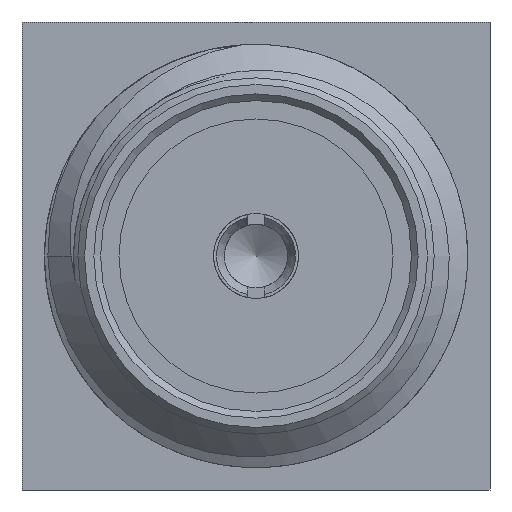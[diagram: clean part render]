
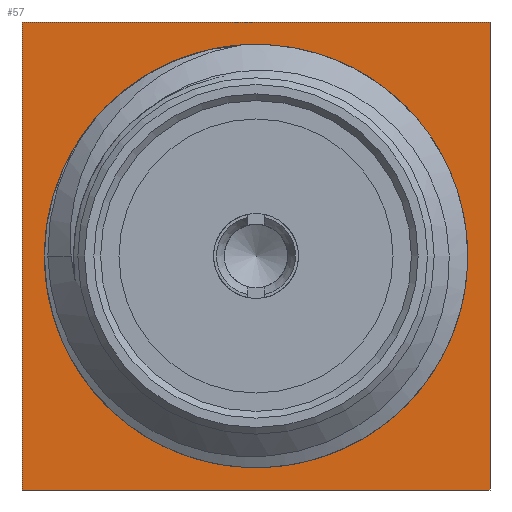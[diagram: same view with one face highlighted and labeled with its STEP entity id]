
A CAD part, left-side view. The second image highlights one B-rep face of the part: STEP entity #57.
In plain terms, the highlighted planar face has unit normal (-1, 0, 0).
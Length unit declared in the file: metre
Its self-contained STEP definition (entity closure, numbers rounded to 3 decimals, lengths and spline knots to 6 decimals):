
#57 = ADVANCED_FACE( '', ( #140, #141 ), #142, .T. );
#140 = FACE_OUTER_BOUND( '', #832, .T. );
#141 = FACE_BOUND( '', #833, .T. );
#142 = PLANE( '', #834 );
#832 = EDGE_LOOP( '', ( #2128, #2129, #2130, #2131 ) );
#833 = EDGE_LOOP( '', ( #2132 ) );
#834 = AXIS2_PLACEMENT_3D( '', #2133, #2134, #2135 );
#2128 = ORIENTED_EDGE( '', *, *, #2618, .T. );
#2129 = ORIENTED_EDGE( '', *, *, #2619, .T. );
#2130 = ORIENTED_EDGE( '', *, *, #2620, .T. );
#2131 = ORIENTED_EDGE( '', *, *, #2621, .T. );
#2132 = ORIENTED_EDGE( '', *, *, #2622, .T. );
#2133 = CARTESIAN_POINT( '', ( 0.00773, 0., 0. ) );
#2134 = DIRECTION( '', ( -1., 0., 0. ) );
#2135 = DIRECTION( '', ( 0., 0., 1. ) );
#2618 = EDGE_CURVE( '', #2841, #2842, #2843, .T. );
#2619 = EDGE_CURVE( '', #2842, #2844, #2845, .T. );
#2620 = EDGE_CURVE( '', #2844, #2846, #2847, .T. );
#2621 = EDGE_CURVE( '', #2846, #2841, #2848, .T. );
#2622 = EDGE_CURVE( '', #2849, #2849, #2850, .T. );
#2841 = VERTEX_POINT( '', #3757 );
#2842 = VERTEX_POINT( '', #3758 );
#2843 = LINE( '', #3759, #3760 );
#2844 = VERTEX_POINT( '', #3761 );
#2845 = LINE( '', #3762, #3763 );
#2846 = VERTEX_POINT( '', #3764 );
#2847 = LINE( '', #3765, #3766 );
#2848 = LINE( '', #3767, #3768 );
#2849 = VERTEX_POINT( '', #3769 );
#2850 = CIRCLE( '', #3770, 0.0031 );
#3757 = CARTESIAN_POINT( '', ( 0.00773, -0.0035, 0.0035 ) );
#3758 = CARTESIAN_POINT( '', ( 0.00773, 0.0035, 0.0035 ) );
#3759 = CARTESIAN_POINT( '', ( 0.00773, -0.0035, 0.0035 ) );
#3760 = VECTOR( '', #4145, 1. );
#3761 = CARTESIAN_POINT( '', ( 0.00773, 0.0035, -0.0035 ) );
#3762 = CARTESIAN_POINT( '', ( 0.00773, 0.0035, 0.0035 ) );
#3763 = VECTOR( '', #4146, 1. );
#3764 = CARTESIAN_POINT( '', ( 0.00773, -0.0035, -0.0035 ) );
#3765 = CARTESIAN_POINT( '', ( 0.00773, 0.0035, -0.0035 ) );
#3766 = VECTOR( '', #4147, 1. );
#3767 = CARTESIAN_POINT( '', ( 0.00773, -0.0035, -0.0035 ) );
#3768 = VECTOR( '', #4148, 1. );
#3769 = CARTESIAN_POINT( '', ( 0.00773, 0.0031, 0. ) );
#3770 = AXIS2_PLACEMENT_3D( '', #4149, #4150, #4151 );
#4145 = DIRECTION( '', ( 0., 1., 0. ) );
#4146 = DIRECTION( '', ( 0., 0., -1. ) );
#4147 = DIRECTION( '', ( 0., -1., 0. ) );
#4148 = DIRECTION( '', ( 0., 0., 1. ) );
#4149 = CARTESIAN_POINT( '', ( 0.00773, 0., 0. ) );
#4150 = DIRECTION( '', ( 1., 0., 0. ) );
#4151 = DIRECTION( '', ( 0., 1., 0. ) );
